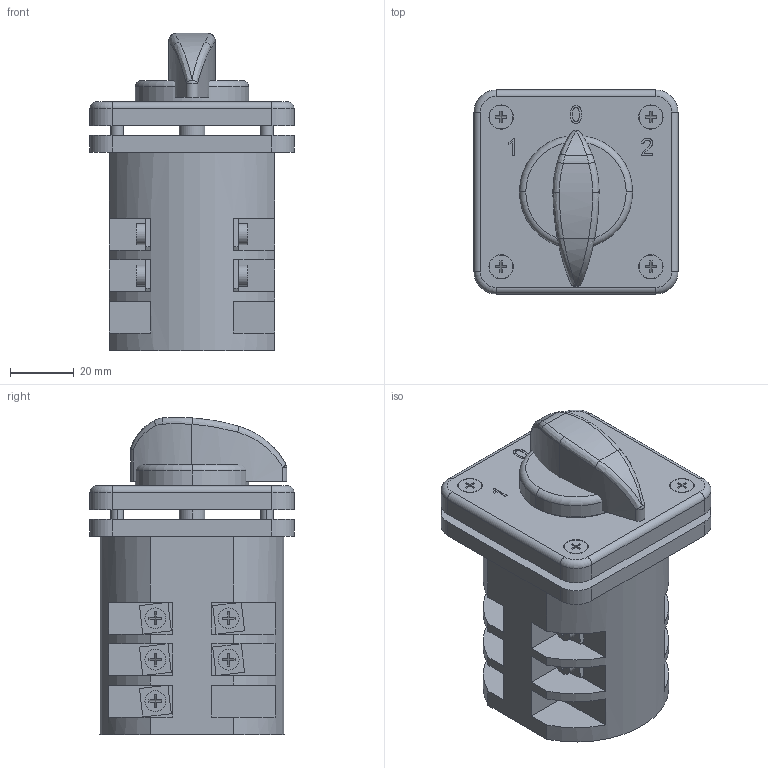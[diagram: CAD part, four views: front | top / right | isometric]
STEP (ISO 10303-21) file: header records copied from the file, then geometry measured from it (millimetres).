
FILE_DESCRIPTION (( 'STEP AP214' ), '1' );
FILE_NAME ('BCS13-032-2 Ïåðåêëþ÷àòåëü êóëà÷êîâûé ÏÊÏ32-33_Î 32À 1-0-2 3Ð_400Â.STEP', '2017-12-13T11:45:28', ( '' ), ( '' ), 'SwSTEP 2.0', 'SolidWorks 2014', '' );
FILE_SCHEMA (( 'AUTOMOTIVE_DESIGN' ));
Length unit declared in the file: millimetre
Products named in the file (1): BCS13-032-2 Ïåðåêëþ÷àòåëü êóëà÷êîâûé ÏÊÏ32-33_Î 32À  1-0-2  3Ð_400Â
Bounding box: 64 x 64 x 99.48 mm (x, y, z)
Volume: 205477.6 mm3; surface area: 41472.9 mm2
Topology: 6 solids, 6 shells, 444 faces, 1053 edges, 670 vertices
Faces by surface type: plane 323, cylinder 82, bspline 31, torus 6, sphere 2
Entity records: 14176 total; most frequent: CARTESIAN_POINT 3913, ORIENTED_EDGE 2098, DIRECTION 2011, EDGE_CURVE 1049, LINE 791, VECTOR 791, VERTEX_POINT 668, AXIS2_PLACEMENT_3D 610
